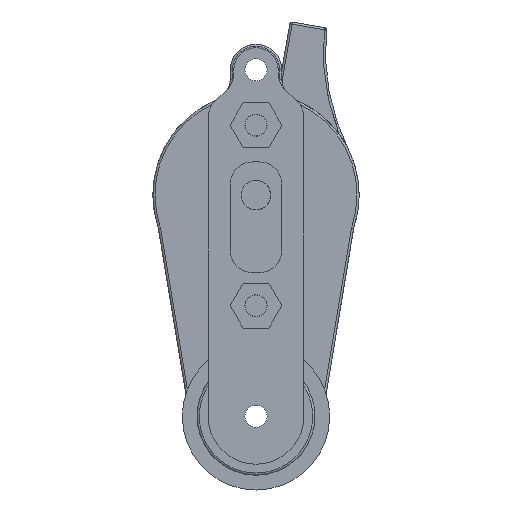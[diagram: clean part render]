
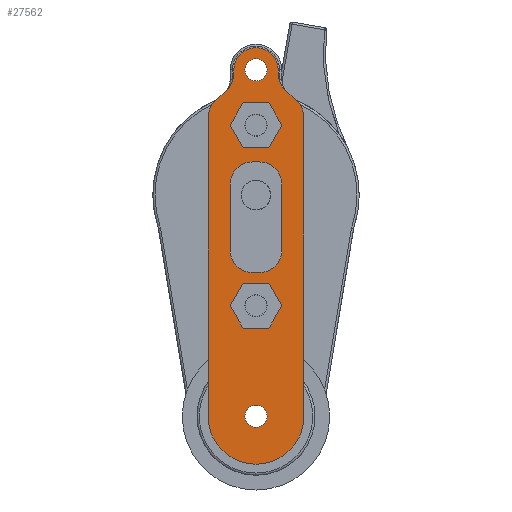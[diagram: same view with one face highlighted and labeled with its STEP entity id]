
A CAD part, left-side view. The second image highlights one B-rep face of the part: STEP entity #27562.
In plain terms, the highlighted planar face has unit normal (-1, 0, 0).
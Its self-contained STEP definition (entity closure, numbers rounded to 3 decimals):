
#247=FACE_BOUND('',#4837,.T.);
#248=FACE_BOUND('',#4838,.T.);
#249=FACE_BOUND('',#4839,.T.);
#250=FACE_BOUND('',#4840,.T.);
#251=FACE_BOUND('',#4841,.T.);
#1630=PLANE('',#30788);
#3137=FACE_OUTER_BOUND('',#4836,.T.);
#4836=EDGE_LOOP('',(#24550,#24551,#24552,#24553,#24554,#24555,#24556,#24557,
#24558,#24559,#24560,#24561));
#4837=EDGE_LOOP('',(#24562));
#4838=EDGE_LOOP('',(#24563,#24564,#24565,#24566,#24567,#24568,#24569,#24570));
#4839=EDGE_LOOP('',(#24571));
#4840=EDGE_LOOP('',(#24572));
#4841=EDGE_LOOP('',(#24573));
#7163=LINE('',#47102,#9510);
#7168=LINE('',#47116,#9515);
#7172=LINE('',#47128,#9519);
#7176=LINE('',#47140,#9523);
#7180=LINE('',#47156,#9527);
#7186=LINE('',#47176,#9533);
#7190=LINE('',#47188,#9537);
#7194=LINE('',#47200,#9541);
#7199=LINE('',#47218,#9546);
#9510=VECTOR('',#38695,10.);
#9515=VECTOR('',#38708,10.);
#9519=VECTOR('',#38720,10.);
#9523=VECTOR('',#38732,10.);
#9527=VECTOR('',#38750,10.);
#9533=VECTOR('',#38770,10.);
#9537=VECTOR('',#38782,10.);
#9541=VECTOR('',#38794,10.);
#9546=VECTOR('',#38813,10.);
#10995=CIRCLE('',#30735,1.5);
#10997=CIRCLE('',#30738,1.5);
#10999=CIRCLE('',#30741,1.5);
#11000=CIRCLE('',#30744,3.);
#11002=CIRCLE('',#30748,3.);
#11004=CIRCLE('',#30752,3.);
#11006=CIRCLE('',#30756,3.);
#11009=CIRCLE('',#30760,1.5);
#11010=CIRCLE('',#30763,3.5);
#11012=CIRCLE('',#30766,3.5);
#11014=CIRCLE('',#30770,6.5);
#11016=CIRCLE('',#30774,6.5);
#11018=CIRCLE('',#30778,3.5);
#11020=CIRCLE('',#30781,3.5);
#11022=CIRCLE('',#30785,3.);
#13452=VERTEX_POINT('',#47084);
#13454=VERTEX_POINT('',#47090);
#13456=VERTEX_POINT('',#47096);
#13457=VERTEX_POINT('',#47100);
#13458=VERTEX_POINT('',#47101);
#13461=VERTEX_POINT('',#47109);
#13463=VERTEX_POINT('',#47115);
#13465=VERTEX_POINT('',#47121);
#13467=VERTEX_POINT('',#47127);
#13469=VERTEX_POINT('',#47133);
#13471=VERTEX_POINT('',#47139);
#13474=VERTEX_POINT('',#47150);
#13475=VERTEX_POINT('',#47154);
#13476=VERTEX_POINT('',#47155);
#13479=VERTEX_POINT('',#47163);
#13481=VERTEX_POINT('',#47169);
#13483=VERTEX_POINT('',#47175);
#13485=VERTEX_POINT('',#47181);
#13487=VERTEX_POINT('',#47187);
#13489=VERTEX_POINT('',#47193);
#13491=VERTEX_POINT('',#47199);
#13493=VERTEX_POINT('',#47205);
#13495=VERTEX_POINT('',#47211);
#13497=VERTEX_POINT('',#47217);
#17146=EDGE_CURVE('',#13452,#13452,#10995,.T.);
#17149=EDGE_CURVE('',#13454,#13454,#10997,.T.);
#17152=EDGE_CURVE('',#13456,#13456,#10999,.T.);
#17153=EDGE_CURVE('',#13457,#13458,#7163,.T.);
#17157=EDGE_CURVE('',#13461,#13457,#11000,.T.);
#17160=EDGE_CURVE('',#13463,#13461,#7168,.T.);
#17163=EDGE_CURVE('',#13465,#13463,#11002,.T.);
#17166=EDGE_CURVE('',#13467,#13465,#7172,.T.);
#17169=EDGE_CURVE('',#13469,#13467,#11004,.T.);
#17172=EDGE_CURVE('',#13471,#13469,#7176,.T.);
#17175=EDGE_CURVE('',#13458,#13471,#11006,.T.);
#17179=EDGE_CURVE('',#13474,#13474,#11009,.T.);
#17180=EDGE_CURVE('',#13475,#13476,#7180,.T.);
#17184=EDGE_CURVE('',#13476,#13479,#11010,.T.);
#17187=EDGE_CURVE('',#13481,#13479,#11012,.T.);
#17190=EDGE_CURVE('',#13481,#13483,#7186,.T.);
#17193=EDGE_CURVE('',#13485,#13483,#11014,.T.);
#17196=EDGE_CURVE('',#13487,#13485,#7190,.T.);
#17199=EDGE_CURVE('',#13489,#13487,#11016,.T.);
#17202=EDGE_CURVE('',#13491,#13489,#7194,.T.);
#17205=EDGE_CURVE('',#13493,#13491,#11018,.T.);
#17208=EDGE_CURVE('',#13493,#13495,#11020,.T.);
#17211=EDGE_CURVE('',#13497,#13495,#7199,.T.);
#17214=EDGE_CURVE('',#13475,#13497,#11022,.T.);
#24550=ORIENTED_EDGE('',*,*,#17214,.F.);
#24551=ORIENTED_EDGE('',*,*,#17180,.T.);
#24552=ORIENTED_EDGE('',*,*,#17184,.T.);
#24553=ORIENTED_EDGE('',*,*,#17187,.F.);
#24554=ORIENTED_EDGE('',*,*,#17190,.T.);
#24555=ORIENTED_EDGE('',*,*,#17193,.F.);
#24556=ORIENTED_EDGE('',*,*,#17196,.F.);
#24557=ORIENTED_EDGE('',*,*,#17199,.F.);
#24558=ORIENTED_EDGE('',*,*,#17202,.F.);
#24559=ORIENTED_EDGE('',*,*,#17205,.F.);
#24560=ORIENTED_EDGE('',*,*,#17208,.T.);
#24561=ORIENTED_EDGE('',*,*,#17211,.F.);
#24562=ORIENTED_EDGE('',*,*,#17179,.F.);
#24563=ORIENTED_EDGE('',*,*,#17175,.F.);
#24564=ORIENTED_EDGE('',*,*,#17153,.F.);
#24565=ORIENTED_EDGE('',*,*,#17157,.F.);
#24566=ORIENTED_EDGE('',*,*,#17160,.F.);
#24567=ORIENTED_EDGE('',*,*,#17163,.F.);
#24568=ORIENTED_EDGE('',*,*,#17166,.F.);
#24569=ORIENTED_EDGE('',*,*,#17169,.F.);
#24570=ORIENTED_EDGE('',*,*,#17172,.F.);
#24571=ORIENTED_EDGE('',*,*,#17152,.F.);
#24572=ORIENTED_EDGE('',*,*,#17149,.F.);
#24573=ORIENTED_EDGE('',*,*,#17146,.F.);
#27562=ADVANCED_FACE('',(#3137,#247,#248,#249,#250,#251),#1630,.F.);
#30735=AXIS2_PLACEMENT_3D('',#47086,#38677,#38678);
#30738=AXIS2_PLACEMENT_3D('',#47092,#38684,#38685);
#30741=AXIS2_PLACEMENT_3D('',#47098,#38691,#38692);
#30744=AXIS2_PLACEMENT_3D('',#47110,#38701,#38702);
#30748=AXIS2_PLACEMENT_3D('',#47122,#38713,#38714);
#30752=AXIS2_PLACEMENT_3D('',#47134,#38725,#38726);
#30756=AXIS2_PLACEMENT_3D('',#47145,#38737,#38738);
#30760=AXIS2_PLACEMENT_3D('',#47152,#38746,#38747);
#30763=AXIS2_PLACEMENT_3D('',#47164,#38756,#38757);
#30766=AXIS2_PLACEMENT_3D('',#47170,#38763,#38764);
#30770=AXIS2_PLACEMENT_3D('',#47182,#38775,#38776);
#30774=AXIS2_PLACEMENT_3D('',#47194,#38787,#38788);
#30778=AXIS2_PLACEMENT_3D('',#47206,#38799,#38800);
#30781=AXIS2_PLACEMENT_3D('',#47212,#38806,#38807);
#30785=AXIS2_PLACEMENT_3D('',#47223,#38818,#38819);
#30788=AXIS2_PLACEMENT_3D('',#47226,#38824,#38825);
#38677=DIRECTION('center_axis',(-1.,0.,0.));
#38678=DIRECTION('ref_axis',(0.,0.,-1.));
#38684=DIRECTION('center_axis',(-1.,0.,0.));
#38685=DIRECTION('ref_axis',(0.,0.,-1.));
#38691=DIRECTION('center_axis',(-1.,0.,0.));
#38692=DIRECTION('ref_axis',(0.,0.,-1.));
#38695=DIRECTION('',(0.,0.,-1.));
#38701=DIRECTION('center_axis',(-1.,0.,0.));
#38702=DIRECTION('ref_axis',(0.,1.,0.));
#38708=DIRECTION('',(0.,1.,0.));
#38713=DIRECTION('center_axis',(-1.,0.,0.));
#38714=DIRECTION('ref_axis',(0.,0.,1.));
#38720=DIRECTION('',(0.,0.,1.));
#38725=DIRECTION('center_axis',(-1.,0.,0.));
#38726=DIRECTION('ref_axis',(0.,-1.,0.));
#38732=DIRECTION('',(0.,-1.,0.));
#38737=DIRECTION('center_axis',(-1.,0.,0.));
#38738=DIRECTION('ref_axis',(0.,0.,-1.));
#38746=DIRECTION('center_axis',(-1.,0.,0.));
#38747=DIRECTION('ref_axis',(0.,0.,-1.));
#38750=DIRECTION('',(0.,0.,-1.));
#38756=DIRECTION('center_axis',(1.,0.,0.));
#38757=DIRECTION('ref_axis',(0.,-1.,0.));
#38763=DIRECTION('center_axis',(1.,0.,0.));
#38764=DIRECTION('ref_axis',(0.,1.,0.));
#38770=DIRECTION('',(0.,0.,-1.));
#38775=DIRECTION('center_axis',(1.,0.,0.));
#38776=DIRECTION('ref_axis',(0.,-1.,0.));
#38782=DIRECTION('',(0.,0.,-1.));
#38787=DIRECTION('center_axis',(1.,0.,0.));
#38788=DIRECTION('ref_axis',(0.,-1.,0.));
#38794=DIRECTION('',(0.,0.,-1.));
#38799=DIRECTION('center_axis',(1.,0.,0.));
#38800=DIRECTION('ref_axis',(0.,-0.5,0.866));
#38806=DIRECTION('center_axis',(1.,0.,0.));
#38807=DIRECTION('ref_axis',(0.,0.5,-0.866));
#38813=DIRECTION('',(0.,0.,-1.));
#38818=DIRECTION('center_axis',(1.,0.,0.));
#38819=DIRECTION('ref_axis',(0.,1.,0.));
#38824=DIRECTION('center_axis',(1.,0.,0.));
#38825=DIRECTION('ref_axis',(0.,0.,-1.));
#47084=CARTESIAN_POINT('',(0.,0.,10.5));
#47086=CARTESIAN_POINT('Origin',(0.,0.,9.));
#47090=CARTESIAN_POINT('',(0.,0.,-13.5));
#47092=CARTESIAN_POINT('Origin',(0.,0.,-15.));
#47096=CARTESIAN_POINT('',(0.,0.,-28.5));
#47098=CARTESIAN_POINT('Origin',(0.,0.,-30.));
#47100=CARTESIAN_POINT('',(0.,3.5,1.5));
#47101=CARTESIAN_POINT('',(0.,3.5,-7.5));
#47102=CARTESIAN_POINT('',(0.,3.5,1.5));
#47109=CARTESIAN_POINT('',(0.,0.5,4.5));
#47110=CARTESIAN_POINT('Origin',(0.,0.5,1.5));
#47115=CARTESIAN_POINT('',(0.,-0.5,4.5));
#47116=CARTESIAN_POINT('',(0.,-0.5,4.5));
#47121=CARTESIAN_POINT('',(0.,-3.5,1.5));
#47122=CARTESIAN_POINT('Origin',(0.,-0.5,1.5));
#47127=CARTESIAN_POINT('',(0.,-3.5,-7.5));
#47128=CARTESIAN_POINT('',(0.,-3.5,-7.5));
#47133=CARTESIAN_POINT('',(0.,-0.5,-10.5));
#47134=CARTESIAN_POINT('Origin',(0.,-0.5,-7.5));
#47139=CARTESIAN_POINT('',(0.,0.5,-10.5));
#47140=CARTESIAN_POINT('',(0.,0.5,-10.5));
#47145=CARTESIAN_POINT('Origin',(0.,0.5,-7.5));
#47150=CARTESIAN_POINT('',(0.,0.,18.5));
#47152=CARTESIAN_POINT('Origin',(0.,0.,17.));
#47154=CARTESIAN_POINT('',(0.,3.,17.));
#47155=CARTESIAN_POINT('',(0.,3.,16.562));
#47156=CARTESIAN_POINT('',(0.,3.,17.));
#47163=CARTESIAN_POINT('',(0.,4.75,13.531));
#47164=CARTESIAN_POINT('Origin',(0.,6.5,16.562));
#47169=CARTESIAN_POINT('',(0.,6.5,10.5));
#47170=CARTESIAN_POINT('Origin',(0.,3.,10.5));
#47175=CARTESIAN_POINT('',(0.,6.5,-30.));
#47176=CARTESIAN_POINT('',(0.,6.5,10.5));
#47181=CARTESIAN_POINT('',(0.,-6.5,-30.));
#47182=CARTESIAN_POINT('Origin',(0.,0.,-30.));
#47187=CARTESIAN_POINT('',(0.,-6.5,8.999));
#47188=CARTESIAN_POINT('',(0.,-6.5,10.5));
#47193=CARTESIAN_POINT('',(0.,-6.5,9.));
#47194=CARTESIAN_POINT('Origin',(0.,0.,9.));
#47199=CARTESIAN_POINT('',(0.,-6.5,10.5));
#47200=CARTESIAN_POINT('',(0.,-6.5,10.5));
#47205=CARTESIAN_POINT('',(0.,-4.75,13.531));
#47206=CARTESIAN_POINT('Origin',(0.,-3.,10.5));
#47211=CARTESIAN_POINT('',(0.,-3.,16.562));
#47212=CARTESIAN_POINT('Origin',(0.,-6.5,16.562));
#47217=CARTESIAN_POINT('',(0.,-3.,17.));
#47218=CARTESIAN_POINT('',(0.,-3.,17.));
#47223=CARTESIAN_POINT('Origin',(0.,0.,17.));
#47226=CARTESIAN_POINT('Origin',(0.,0.,-8.25));
